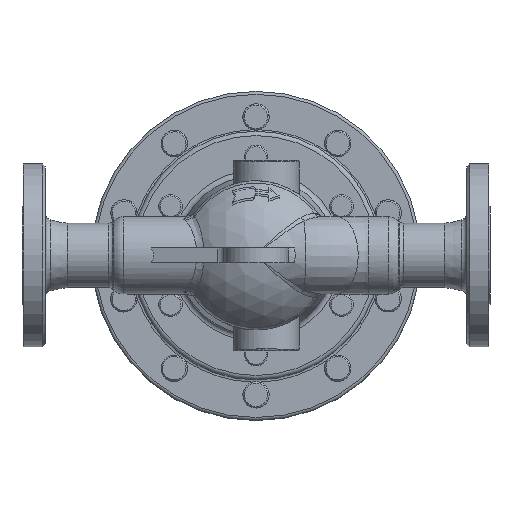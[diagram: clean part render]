
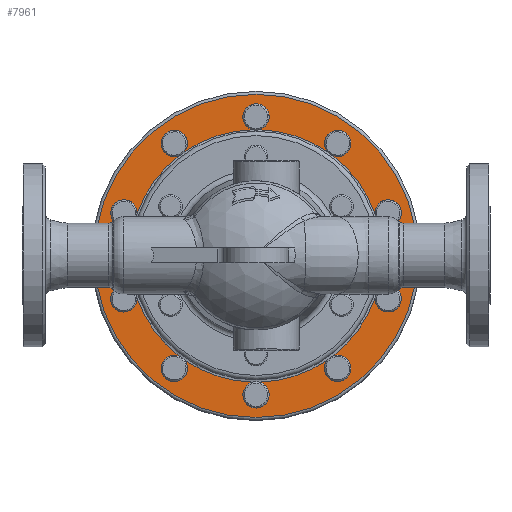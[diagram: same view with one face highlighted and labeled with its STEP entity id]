
A CAD part, top view. The second image highlights one B-rep face of the part: STEP entity #7961.
In plain terms, the highlighted planar face has unit normal (0, 0, 1).
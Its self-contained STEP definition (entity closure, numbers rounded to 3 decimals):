
#4328=CARTESIAN_POINT('',(-48.88,-71.15,-131.5));
#4329=VERTEX_POINT('',#4328);
#4330=CARTESIAN_POINT('',(-52.562,-68.475,-131.5));
#4331=VERTEX_POINT('',#4330);
#4332=CARTESIAN_POINT('',(-55.84,-76.857,-131.5));
#4333=DIRECTION('',(0.0,0.0,-1.0));
#4334=DIRECTION('',(-0.809,0.588,0.0));
#4335=AXIS2_PLACEMENT_3D('',#4332,#4333,#4334);
#4336=CIRCLE('',#4335,9.);
#4337=EDGE_CURVE('',#4329,#4331,#4336,.T.);
#4455=CARTESIAN_POINT('',(-81.366,-28.83,-131.5));
#4456=VERTEX_POINT('',#4455);
#4457=CARTESIAN_POINT('',(-82.772,-24.502,-131.5));
#4458=VERTEX_POINT('',#4457);
#4459=CARTESIAN_POINT('',(-90.35,-29.357,-131.5));
#4460=DIRECTION('',(0.0,0.0,-1.0));
#4461=DIRECTION('',(-0.309,0.951,0.0));
#4462=AXIS2_PLACEMENT_3D('',#4459,#4460,#4461);
#4463=CIRCLE('',#4462,9.);
#4464=EDGE_CURVE('',#4456,#4458,#4463,.T.);
#4582=CARTESIAN_POINT('',(-82.772,24.502,-131.5));
#4583=VERTEX_POINT('',#4582);
#4584=CARTESIAN_POINT('',(-81.366,28.83,-131.5));
#4585=VERTEX_POINT('',#4584);
#4586=CARTESIAN_POINT('',(-90.35,29.357,-131.5));
#4587=DIRECTION('',(0.0,0.0,-1.0));
#4588=DIRECTION('',(0.309,0.951,0.0));
#4589=AXIS2_PLACEMENT_3D('',#4586,#4587,#4588);
#4590=CIRCLE('',#4589,9.);
#4591=EDGE_CURVE('',#4583,#4585,#4590,.T.);
#4711=CARTESIAN_POINT('',(-52.562,68.475,-131.5));
#4712=VERTEX_POINT('',#4711);
#4713=CARTESIAN_POINT('',(-48.88,71.15,-131.5));
#4714=VERTEX_POINT('',#4713);
#4715=CARTESIAN_POINT('',(-55.84,76.857,-131.5));
#4716=DIRECTION('',(0.0,0.0,-1.0));
#4717=DIRECTION('',(0.809,0.588,0.0));
#4718=AXIS2_PLACEMENT_3D('',#4715,#4716,#4717);
#4719=CIRCLE('',#4718,9.);
#4720=EDGE_CURVE('',#4712,#4714,#4719,.T.);
#4838=CARTESIAN_POINT('',(-2.276,86.292,-131.5));
#4839=VERTEX_POINT('',#4838);
#4840=CARTESIAN_POINT('',(2.276,86.292,-131.5));
#4841=VERTEX_POINT('',#4840);
#4842=CARTESIAN_POINT('',(0.,95.0,-131.5));
#4843=DIRECTION('',(0.0,0.0,-1.0));
#4844=DIRECTION('',(1.0,0.0,0.0));
#4845=AXIS2_PLACEMENT_3D('',#4842,#4843,#4844);
#4846=CIRCLE('',#4845,9.);
#4847=EDGE_CURVE('',#4839,#4841,#4846,.T.);
#4967=CARTESIAN_POINT('',(48.88,71.15,-131.5));
#4968=VERTEX_POINT('',#4967);
#4969=CARTESIAN_POINT('',(52.562,68.475,-131.5));
#4970=VERTEX_POINT('',#4969);
#4971=CARTESIAN_POINT('',(55.84,76.857,-131.5));
#4972=DIRECTION('',(0.0,0.0,-1.0));
#4973=DIRECTION('',(0.809,-0.588,0.0));
#4974=AXIS2_PLACEMENT_3D('',#4971,#4972,#4973);
#4975=CIRCLE('',#4974,9.);
#4976=EDGE_CURVE('',#4968,#4970,#4975,.T.);
#5094=CARTESIAN_POINT('',(81.366,28.83,-131.5));
#5095=VERTEX_POINT('',#5094);
#5096=CARTESIAN_POINT('',(82.772,24.502,-131.5));
#5097=VERTEX_POINT('',#5096);
#5098=CARTESIAN_POINT('',(90.35,29.357,-131.5));
#5099=DIRECTION('',(0.0,0.0,-1.0));
#5100=DIRECTION('',(0.309,-0.951,0.0));
#5101=AXIS2_PLACEMENT_3D('',#5098,#5099,#5100);
#5102=CIRCLE('',#5101,9.);
#5103=EDGE_CURVE('',#5095,#5097,#5102,.T.);
#5221=CARTESIAN_POINT('',(82.772,-24.502,-131.5));
#5222=VERTEX_POINT('',#5221);
#5223=CARTESIAN_POINT('',(81.366,-28.83,-131.5));
#5224=VERTEX_POINT('',#5223);
#5225=CARTESIAN_POINT('',(90.35,-29.357,-131.5));
#5226=DIRECTION('',(0.0,0.0,-1.0));
#5227=DIRECTION('',(-0.309,-0.951,0.0));
#5228=AXIS2_PLACEMENT_3D('',#5225,#5226,#5227);
#5229=CIRCLE('',#5228,9.);
#5230=EDGE_CURVE('',#5222,#5224,#5229,.T.);
#5350=CARTESIAN_POINT('',(52.562,-68.475,-131.5));
#5351=VERTEX_POINT('',#5350);
#5352=CARTESIAN_POINT('',(48.88,-71.15,-131.5));
#5353=VERTEX_POINT('',#5352);
#5354=CARTESIAN_POINT('',(55.84,-76.857,-131.5));
#5355=DIRECTION('',(0.0,0.0,-1.0));
#5356=DIRECTION('',(-0.809,-0.588,0.0));
#5357=AXIS2_PLACEMENT_3D('',#5354,#5355,#5356);
#5358=CIRCLE('',#5357,9.);
#5359=EDGE_CURVE('',#5351,#5353,#5358,.T.);
#7483=CARTESIAN_POINT('',(-2.276,-86.292,-131.5));
#7484=VERTEX_POINT('',#7483);
#7485=CARTESIAN_POINT('',(0.0,0.0,-131.5));
#7486=DIRECTION('',(0.0,0.0,1.0));
#7487=DIRECTION('',(-1.0,0.0,0.0));
#7488=AXIS2_PLACEMENT_3D('',#7485,#7486,#7487);
#7489=CIRCLE('',#7488,86.322);
#7490=EDGE_CURVE('',#4329,#7484,#7489,.T.);
#7492=CARTESIAN_POINT('',(2.276,-86.292,-131.5));
#7493=VERTEX_POINT('',#7492);
#7505=CARTESIAN_POINT('',(0.0,0.0,-131.5));
#7506=DIRECTION('',(0.0,0.0,1.0));
#7507=DIRECTION('',(-1.0,0.0,0.0));
#7508=AXIS2_PLACEMENT_3D('',#7505,#7506,#7507);
#7509=CIRCLE('',#7508,86.322);
#7510=EDGE_CURVE('',#7493,#5353,#7509,.T.);
#7513=CARTESIAN_POINT('',(0.0,0.0,-131.5));
#7514=DIRECTION('',(0.0,0.0,1.0));
#7515=DIRECTION('',(-1.0,0.0,0.0));
#7516=AXIS2_PLACEMENT_3D('',#7513,#7514,#7515);
#7517=CIRCLE('',#7516,86.322);
#7518=EDGE_CURVE('',#5351,#5224,#7517,.T.);
#7521=CARTESIAN_POINT('',(0.0,0.0,-131.5));
#7522=DIRECTION('',(0.0,0.0,1.0));
#7523=DIRECTION('',(-1.0,0.0,0.0));
#7524=AXIS2_PLACEMENT_3D('',#7521,#7522,#7523);
#7525=CIRCLE('',#7524,86.322);
#7526=EDGE_CURVE('',#5222,#5097,#7525,.T.);
#7529=CARTESIAN_POINT('',(0.0,0.0,-131.5));
#7530=DIRECTION('',(0.0,0.0,1.0));
#7531=DIRECTION('',(-1.0,0.0,0.0));
#7532=AXIS2_PLACEMENT_3D('',#7529,#7530,#7531);
#7533=CIRCLE('',#7532,86.322);
#7534=EDGE_CURVE('',#5095,#4970,#7533,.T.);
#7537=CARTESIAN_POINT('',(0.0,0.0,-131.5));
#7538=DIRECTION('',(0.0,0.0,1.0));
#7539=DIRECTION('',(-1.0,0.0,0.0));
#7540=AXIS2_PLACEMENT_3D('',#7537,#7538,#7539);
#7541=CIRCLE('',#7540,86.322);
#7542=EDGE_CURVE('',#4968,#4841,#7541,.T.);
#7545=CARTESIAN_POINT('',(0.0,0.0,-131.5));
#7546=DIRECTION('',(0.0,0.0,1.0));
#7547=DIRECTION('',(-1.0,0.0,0.0));
#7548=AXIS2_PLACEMENT_3D('',#7545,#7546,#7547);
#7549=CIRCLE('',#7548,86.322);
#7550=EDGE_CURVE('',#4839,#4714,#7549,.T.);
#7553=CARTESIAN_POINT('',(0.0,0.0,-131.5));
#7554=DIRECTION('',(0.0,0.0,1.0));
#7555=DIRECTION('',(-1.0,0.0,0.0));
#7556=AXIS2_PLACEMENT_3D('',#7553,#7554,#7555);
#7557=CIRCLE('',#7556,86.322);
#7558=EDGE_CURVE('',#4712,#4585,#7557,.T.);
#7561=CARTESIAN_POINT('',(0.0,0.0,-131.5));
#7562=DIRECTION('',(0.0,0.0,1.0));
#7563=DIRECTION('',(-1.0,0.0,0.0));
#7564=AXIS2_PLACEMENT_3D('',#7561,#7562,#7563);
#7565=CIRCLE('',#7564,86.322);
#7566=EDGE_CURVE('',#4583,#4458,#7565,.T.);
#7569=CARTESIAN_POINT('',(0.0,0.0,-131.5));
#7570=DIRECTION('',(0.0,0.0,1.0));
#7571=DIRECTION('',(-1.0,0.0,0.0));
#7572=AXIS2_PLACEMENT_3D('',#7569,#7570,#7571);
#7573=CIRCLE('',#7572,86.322);
#7574=EDGE_CURVE('',#4456,#4331,#7573,.T.);
#7670=CARTESIAN_POINT('',(0.0,-95.0,-131.5));
#7671=DIRECTION('',(0.0,0.0,-1.0));
#7672=DIRECTION('',(-1.0,0.0,0.0));
#7673=AXIS2_PLACEMENT_3D('',#7670,#7671,#7672);
#7674=CIRCLE('',#7673,9.);
#7675=EDGE_CURVE('',#7493,#7484,#7674,.T.);
#7923=CARTESIAN_POINT('',(0.0,0.0,-131.5));
#7924=DIRECTION('',(0.0,0.0,-1.0));
#7925=DIRECTION('',(-1.0,0.0,0.0));
#7926=AXIS2_PLACEMENT_3D('',#7923,#7924,#7925);
#7927=PLANE('',#7926);
#7928=CARTESIAN_POINT('',(110.5,0.,-131.5));
#7929=VERTEX_POINT('',#7928);
#7930=CARTESIAN_POINT('',(0.0,0.0,-131.5));
#7931=DIRECTION('',(0.0,0.0,-1.0));
#7932=DIRECTION('',(-1.0,0.0,0.0));
#7933=AXIS2_PLACEMENT_3D('',#7930,#7931,#7932);
#7934=CIRCLE('',#7933,110.5);
#7935=EDGE_CURVE('',#7929,#7929,#7934,.T.);
#7936=ORIENTED_EDGE('',*,*,#7935,.F.);
#7937=EDGE_LOOP('',(#7936));
#7938=FACE_OUTER_BOUND('',#7937,.T.);
#7939=ORIENTED_EDGE('',*,*,#4337,.T.);
#7940=ORIENTED_EDGE('',*,*,#7574,.F.);
#7941=ORIENTED_EDGE('',*,*,#4464,.T.);
#7942=ORIENTED_EDGE('',*,*,#7566,.F.);
#7943=ORIENTED_EDGE('',*,*,#4591,.T.);
#7944=ORIENTED_EDGE('',*,*,#7558,.F.);
#7945=ORIENTED_EDGE('',*,*,#4720,.T.);
#7946=ORIENTED_EDGE('',*,*,#7550,.F.);
#7947=ORIENTED_EDGE('',*,*,#4847,.T.);
#7948=ORIENTED_EDGE('',*,*,#7542,.F.);
#7949=ORIENTED_EDGE('',*,*,#4976,.T.);
#7950=ORIENTED_EDGE('',*,*,#7534,.F.);
#7951=ORIENTED_EDGE('',*,*,#5103,.T.);
#7952=ORIENTED_EDGE('',*,*,#7526,.F.);
#7953=ORIENTED_EDGE('',*,*,#5230,.T.);
#7954=ORIENTED_EDGE('',*,*,#7518,.F.);
#7955=ORIENTED_EDGE('',*,*,#5359,.T.);
#7956=ORIENTED_EDGE('',*,*,#7510,.F.);
#7957=ORIENTED_EDGE('',*,*,#7675,.T.);
#7958=ORIENTED_EDGE('',*,*,#7490,.F.);
#7959=EDGE_LOOP('',(#7939,#7940,#7941,#7942,#7943,#7944,#7945,#7946,#7947,#7948,#7949,#7950,#7951,#7952,#7953,#7954,#7955,#7956,#7957,#7958));
#7960=FACE_BOUND('',#7959,.T.);
#7961=ADVANCED_FACE('',(#7938,#7960),#7927,.F.);
